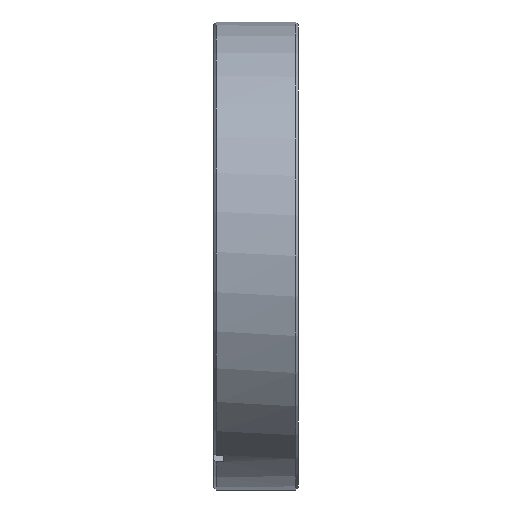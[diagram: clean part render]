
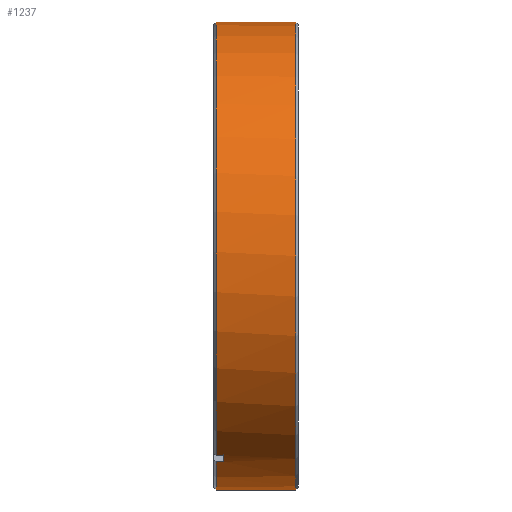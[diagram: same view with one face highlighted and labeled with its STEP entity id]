
A CAD part, left-side view. The second image highlights one B-rep face of the part: STEP entity #1237.
In plain terms, the highlighted cylindrical face has radius 35 mm (diameter 70 mm), a partial arc.
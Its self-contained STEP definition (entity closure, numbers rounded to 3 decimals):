
#59 = DIRECTION ( 'NONE',  ( 0., 1., 0. ) ) ;
#108 = VECTOR ( 'NONE', #59, 1000. ) ;
#150 = CARTESIAN_POINT ( 'NONE',  ( 0., 31.392, 35. ) ) ;
#151 = LINE ( 'NONE', #150, #108 ) ;
#326 = CARTESIAN_POINT ( 'NONE',  ( 0., 0.4, 0. ) ) ;
#329 = CIRCLE ( 'NONE', #417, 35. ) ;
#330 = AXIS2_PLACEMENT_3D ( 'NONE', #326, #497, #496 ) ;
#331 = DIRECTION ( 'NONE',  ( 0., 0., -1. ) ) ;
#332 = DIRECTION ( 'NONE',  ( 0., 1., 0. ) ) ;
#339 = DIRECTION ( 'NONE',  ( 0., 1., 0. ) ) ;
#340 = VECTOR ( 'NONE', #339, 1000. ) ;
#355 = CARTESIAN_POINT ( 'NONE',  ( 0., 31.392, 0. ) ) ;
#356 = DIRECTION ( 'NONE',  ( 0., -1., 0. ) ) ;
#376 = AXIS2_PLACEMENT_3D ( 'NONE', #500, #332, #331 ) ;
#377 = CIRCLE ( 'NONE', #376, 35. ) ;
#416 = CYLINDRICAL_SURFACE ( 'NONE', #499, 35. ) ;
#417 = AXIS2_PLACEMENT_3D ( 'NONE', #423, #430, #429 ) ;
#418 = CARTESIAN_POINT ( 'NONE',  ( -18.359, 12.3, -29.799 ) ) ;
#421 = DIRECTION ( 'NONE',  ( 0., 0., 1. ) ) ;
#422 = DIRECTION ( 'NONE',  ( 0., 1., 0. ) ) ;
#423 = CARTESIAN_POINT ( 'NONE',  ( 0., 12.3, 0. ) ) ;
#425 = CARTESIAN_POINT ( 'NONE',  ( -16.627, 11.2, -30.799 ) ) ;
#427 = CARTESIAN_POINT ( 'NONE',  ( -18.359, 31.392, -29.799 ) ) ;
#428 = LINE ( 'NONE', #427, #340 ) ;
#429 = DIRECTION ( 'NONE',  ( 0., 0., 1. ) ) ;
#430 = DIRECTION ( 'NONE',  ( 0., -1., 0. ) ) ;
#432 = VECTOR ( 'NONE', #356, 1000. ) ;
#433 = CARTESIAN_POINT ( 'NONE',  ( -16.627, 31.392, -30.799 ) ) ;
#434 = LINE ( 'NONE', #433, #432 ) ;
#469 = CIRCLE ( 'NONE', #330, 35. ) ;
#481 = DIRECTION ( 'NONE',  ( 0., 1., 0. ) ) ;
#482 = VECTOR ( 'NONE', #481, 1000. ) ;
#483 = CARTESIAN_POINT ( 'NONE',  ( 0., 31.392, -35. ) ) ;
#484 = LINE ( 'NONE', #483, #482 ) ;
#495 = FACE_OUTER_BOUND ( 'NONE', #1310, .T. ) ;
#496 = DIRECTION ( 'NONE',  ( 0., 0., -1. ) ) ;
#497 = DIRECTION ( 'NONE',  ( 0., 1., 0. ) ) ;
#498 = CARTESIAN_POINT ( 'NONE',  ( -18.359, 11.2, -29.799 ) ) ;
#499 = AXIS2_PLACEMENT_3D ( 'NONE', #355, #422, #421 ) ;
#500 = CARTESIAN_POINT ( 'NONE',  ( 0., 11.2, 0. ) ) ;
#964 = VERTEX_POINT ( 'NONE', #1733 ) ;
#987 = VERTEX_POINT ( 'NONE', #1618 ) ;
#1006 = VERTEX_POINT ( 'NONE', #1839 ) ;
#1022 = VERTEX_POINT ( 'NONE', #1836 ) ;
#1059 = ORIENTED_EDGE ( 'NONE', *, *, #1236, .T. ) ;
#1061 = EDGE_CURVE ( 'NONE', #1063, #1006, #1752, .T. ) ;
#1063 = VERTEX_POINT ( 'NONE', #1931 ) ;
#1227 = EDGE_CURVE ( 'NONE', #1245, #1244, #377, .T. ) ;
#1230 = EDGE_CURVE ( 'NONE', #1063, #1245, #434, .T. ) ;
#1236 = EDGE_CURVE ( 'NONE', #987, #964, #469, .T. ) ;
#1237 = ADVANCED_FACE ( 'NONE', ( #495 ), #416, .T. ) ;
#1238 = EDGE_CURVE ( 'NONE', #1022, #1242, #329, .T. ) ;
#1239 = ORIENTED_EDGE ( 'NONE', *, *, #1340, .T. ) ;
#1240 = ORIENTED_EDGE ( 'NONE', *, *, #1243, .F. ) ;
#1241 = ORIENTED_EDGE ( 'NONE', *, *, #1238, .T. ) ;
#1242 = VERTEX_POINT ( 'NONE', #418 ) ;
#1243 = EDGE_CURVE ( 'NONE', #1244, #1242, #428, .T. ) ;
#1244 = VERTEX_POINT ( 'NONE', #498 ) ;
#1245 = VERTEX_POINT ( 'NONE', #425 ) ;
#1263 = ORIENTED_EDGE ( 'NONE', *, *, #1227, .F. ) ;
#1301 = EDGE_CURVE ( 'NONE', #987, #1006, #484, .T. ) ;
#1304 = ORIENTED_EDGE ( 'NONE', *, *, #1301, .F. ) ;
#1309 = ORIENTED_EDGE ( 'NONE', *, *, #1230, .F. ) ;
#1310 = EDGE_LOOP ( 'NONE', ( #1304, #1059, #1239, #1241, #1240, #1263, #1309, #1429 ) ) ;
#1340 = EDGE_CURVE ( 'NONE', #964, #1022, #151, .T. ) ;
#1429 = ORIENTED_EDGE ( 'NONE', *, *, #1061, .T. ) ;
#1603 = DIRECTION ( 'NONE',  ( 0., -1., 0. ) ) ;
#1618 = CARTESIAN_POINT ( 'NONE',  ( 0., 0.4, -35. ) ) ;
#1733 = CARTESIAN_POINT ( 'NONE',  ( 0., 0.4, 35. ) ) ;
#1749 = AXIS2_PLACEMENT_3D ( 'NONE', #1751, #1603, #1865 ) ;
#1751 = CARTESIAN_POINT ( 'NONE',  ( 0., 12.3, 0. ) ) ;
#1752 = CIRCLE ( 'NONE', #1749, 35. ) ;
#1836 = CARTESIAN_POINT ( 'NONE',  ( 0., 12.3, 35. ) ) ;
#1839 = CARTESIAN_POINT ( 'NONE',  ( 0., 12.3, -35. ) ) ;
#1865 = DIRECTION ( 'NONE',  ( 0., 0., 1. ) ) ;
#1931 = CARTESIAN_POINT ( 'NONE',  ( -16.627, 12.3, -30.799 ) ) ;
